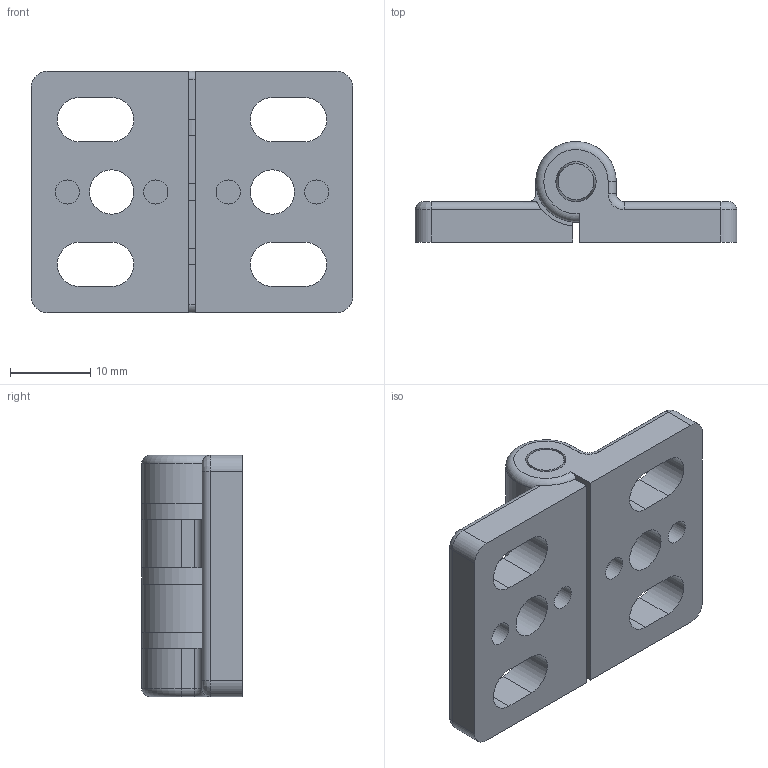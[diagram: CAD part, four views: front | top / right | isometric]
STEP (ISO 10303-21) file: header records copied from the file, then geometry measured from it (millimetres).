
FILE_DESCRIPTION((''),'2;1');
FILE_NAME('SZ0715S_A.stp','2013-08-26T13:23:22',('janine behrens'),(''),'Autodesk Inventor 2012','Autodesk Inventor 2012','');
FILE_SCHEMA(('AUTOMOTIVE_DESIGN { 1 0 10303 214 1 1 1 1 }'));
Length unit declared in the file: millimetre
Products named in the file (4): SZ0715S_A; MK8400320-A; ME2108430_A; ME2108086_A
Assembly tree (6 placements, depth 2):
  SZ0715S_A
    MK8400320-A  x2
    ME2108430_A
    ME2108086_A  x3
Bounding box: 40 x 12.5 x 30 mm (x, y, z)
Volume: 6480.4 mm3; surface area: 5903.4 mm2
Topology: 6 solids, 6 shells, 107 faces, 257 edges, 160 vertices
Faces by surface type: cylinder 52, plane 36, cone 8, torus 7, bspline 4
Full cylindrical faces by diameter (mm): 3 x4, 4.85 x3, 5 x8, 5.5 x2, 10 x3
Entity records: 1878 total; most frequent: CARTESIAN_POINT 444, DIRECTION 303, ORIENTED_EDGE 232, AXIS2_PLACEMENT_3D 124, EDGE_CURVE 116, EDGE_LOOP 87, VERTEX_POINT 83, CIRCLE 59
